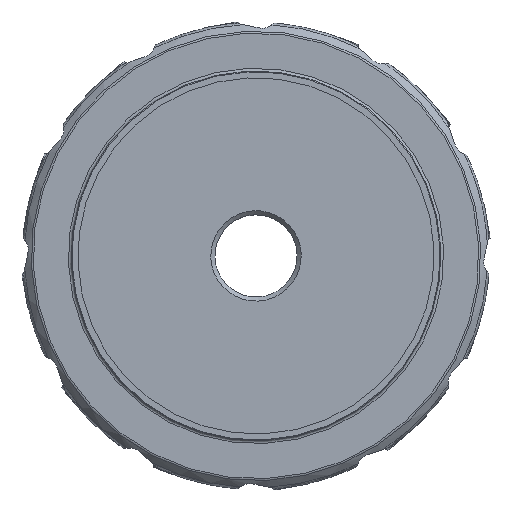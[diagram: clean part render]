
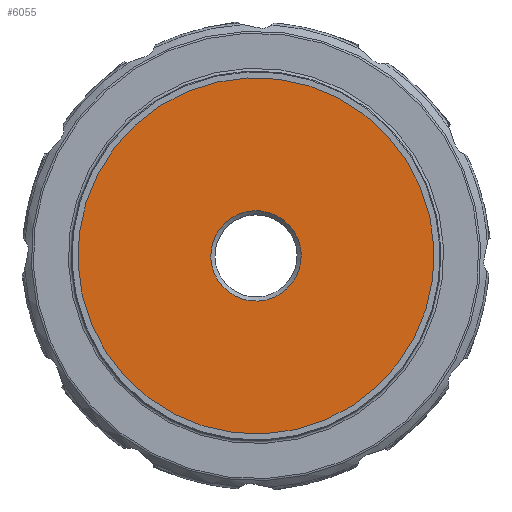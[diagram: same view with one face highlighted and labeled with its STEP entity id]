
A CAD part, top view. The second image highlights one B-rep face of the part: STEP entity #6055.
In plain terms, the highlighted planar face has unit normal (0, 0, 1).
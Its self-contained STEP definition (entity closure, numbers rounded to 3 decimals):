
#483=PLANE('',#20089);
#6055=ADVANCED_FACE('',(#7492,#7493),#483,.T.);
#7492=FACE_BOUND('',#7785,.T.);
#7493=FACE_BOUND('',#7786,.T.);
#7785=EDGE_LOOP('',(#10327));
#7786=EDGE_LOOP('',(#10328));
#10327=ORIENTED_EDGE('',*,*,#17623,.T.);
#10328=ORIENTED_EDGE('',*,*,#17622,.F.);
#15440=VERTEX_POINT('',#30539);
#15441=VERTEX_POINT('',#30542);
#17622=EDGE_CURVE('',#15440,#15440,#19216,.T.);
#17623=EDGE_CURVE('',#15441,#15441,#19217,.T.);
#19216=CIRCLE('',#20085,33.008);
#19217=CIRCLE('',#20087,130.);
#20085=AXIS2_PLACEMENT_3D('',#30538,#22817,#22818);
#20087=AXIS2_PLACEMENT_3D('',#30541,#22821,#22822);
#20089=AXIS2_PLACEMENT_3D('',#30544,#22825,#22826);
#22817=DIRECTION('',(0.,0.,1.));
#22818=DIRECTION('',(0.976,0.22,0.));
#22821=DIRECTION('',(0.,0.,1.));
#22822=DIRECTION('',(0.976,0.22,0.));
#22825=DIRECTION('',(0.,0.,1.));
#22826=DIRECTION('',(-0.976,-0.22,0.));
#30538=CARTESIAN_POINT('',(0.,0.,
0.));
#30539=CARTESIAN_POINT('',(32.2,7.257,0.));
#30541=CARTESIAN_POINT('',(0.,0.,
0.));
#30542=CARTESIAN_POINT('',(126.819,28.58,0.));
#30544=CARTESIAN_POINT('',(-135.,0.,0.));
